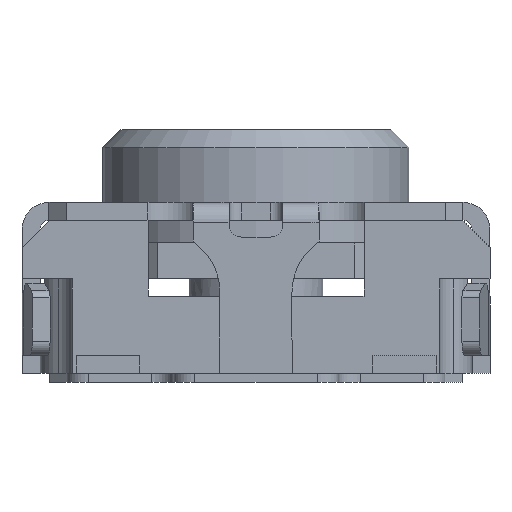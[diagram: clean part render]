
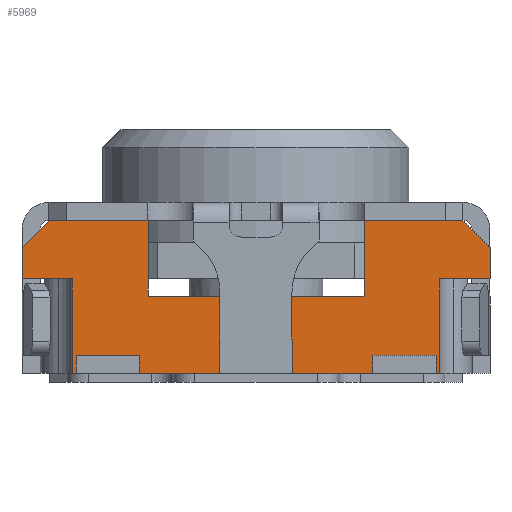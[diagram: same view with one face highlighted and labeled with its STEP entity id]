
A CAD part, left-side view. The second image highlights one B-rep face of the part: STEP entity #5969.
In plain terms, the highlighted planar face has unit normal (-1, 0, 0).
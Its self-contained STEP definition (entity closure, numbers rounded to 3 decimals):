
#483=ORIENTED_EDGE('',*,*,#2280,.T.);
#484=ORIENTED_EDGE('',*,*,#2281,.T.);
#485=ORIENTED_EDGE('',*,*,#2221,.T.);
#486=ORIENTED_EDGE('',*,*,#2282,.F.);
#487=ORIENTED_EDGE('',*,*,#2283,.T.);
#488=ORIENTED_EDGE('',*,*,#2284,.F.);
#489=ORIENTED_EDGE('',*,*,#2285,.T.);
#490=ORIENTED_EDGE('',*,*,#2286,.F.);
#491=ORIENTED_EDGE('',*,*,#2287,.F.);
#492=ORIENTED_EDGE('',*,*,#2288,.F.);
#493=ORIENTED_EDGE('',*,*,#2289,.T.);
#494=ORIENTED_EDGE('',*,*,#2290,.F.);
#495=ORIENTED_EDGE('',*,*,#2291,.T.);
#496=ORIENTED_EDGE('',*,*,#2292,.T.);
#497=ORIENTED_EDGE('',*,*,#2293,.F.);
#498=ORIENTED_EDGE('',*,*,#2294,.T.);
#499=ORIENTED_EDGE('',*,*,#2189,.T.);
#500=ORIENTED_EDGE('',*,*,#2295,.F.);
#501=ORIENTED_EDGE('',*,*,#2296,.F.);
#502=ORIENTED_EDGE('',*,*,#2297,.T.);
#503=ORIENTED_EDGE('',*,*,#2185,.T.);
#504=ORIENTED_EDGE('',*,*,#2298,.F.);
#2185=EDGE_CURVE('',#3090,#3089,#3673,.T.);
#2189=EDGE_CURVE('',#3094,#3093,#3677,.T.);
#2221=EDGE_CURVE('',#3126,#3125,#3701,.T.);
#2280=EDGE_CURVE('',#3173,#3174,#3756,.T.);
#2281=EDGE_CURVE('',#3174,#3126,#3757,.T.);
#2282=EDGE_CURVE('',#3175,#3125,#3758,.T.);
#2283=EDGE_CURVE('',#3175,#3176,#3759,.T.);
#2284=EDGE_CURVE('',#3177,#3176,#3760,.T.);
#2285=EDGE_CURVE('',#3177,#3178,#3761,.T.);
#2286=EDGE_CURVE('',#3179,#3178,#3762,.T.);
#2287=EDGE_CURVE('',#3180,#3179,#3763,.T.);
#2288=EDGE_CURVE('',#3181,#3180,#3764,.T.);
#2289=EDGE_CURVE('',#3181,#3182,#3765,.T.);
#2290=EDGE_CURVE('',#3183,#3182,#3766,.T.);
#2291=EDGE_CURVE('',#3183,#3184,#3767,.T.);
#2292=EDGE_CURVE('',#3184,#3185,#3768,.T.);
#2293=EDGE_CURVE('',#3186,#3185,#3769,.T.);
#2294=EDGE_CURVE('',#3186,#3094,#3770,.T.);
#2295=EDGE_CURVE('',#3187,#3093,#3771,.T.);
#2296=EDGE_CURVE('',#3188,#3187,#3772,.T.);
#2297=EDGE_CURVE('',#3188,#3090,#3773,.T.);
#2298=EDGE_CURVE('',#3173,#3089,#3774,.T.);
#3089=VERTEX_POINT('',#8683);
#3090=VERTEX_POINT('',#8685);
#3093=VERTEX_POINT('',#8691);
#3094=VERTEX_POINT('',#8693);
#3125=VERTEX_POINT('',#8755);
#3126=VERTEX_POINT('',#8757);
#3173=VERTEX_POINT('',#8873);
#3174=VERTEX_POINT('',#8874);
#3175=VERTEX_POINT('',#8877);
#3176=VERTEX_POINT('',#8879);
#3177=VERTEX_POINT('',#8881);
#3178=VERTEX_POINT('',#8883);
#3179=VERTEX_POINT('',#8885);
#3180=VERTEX_POINT('',#8887);
#3181=VERTEX_POINT('',#8889);
#3182=VERTEX_POINT('',#8891);
#3183=VERTEX_POINT('',#8893);
#3184=VERTEX_POINT('',#8895);
#3185=VERTEX_POINT('',#8897);
#3186=VERTEX_POINT('',#8899);
#3187=VERTEX_POINT('',#8902);
#3188=VERTEX_POINT('',#8904);
#3673=LINE('',#8684,#4381);
#3677=LINE('',#8692,#4385);
#3701=LINE('',#8756,#4409);
#3756=LINE('',#8872,#4464);
#3757=LINE('',#8875,#4465);
#3758=LINE('',#8876,#4466);
#3759=LINE('',#8878,#4467);
#3760=LINE('',#8880,#4468);
#3761=LINE('',#8882,#4469);
#3762=LINE('',#8884,#4470);
#3763=LINE('',#8886,#4471);
#3764=LINE('',#8888,#4472);
#3765=LINE('',#8890,#4473);
#3766=LINE('',#8892,#4474);
#3767=LINE('',#8894,#4475);
#3768=LINE('',#8896,#4476);
#3769=LINE('',#8898,#4477);
#3770=LINE('',#8900,#4478);
#3771=LINE('',#8901,#4479);
#3772=LINE('',#8903,#4480);
#3773=LINE('',#8905,#4481);
#3774=LINE('',#8906,#4482);
#4381=VECTOR('',#6905,1000.);
#4385=VECTOR('',#6909,1000.);
#4409=VECTOR('',#6949,1000.);
#4464=VECTOR('',#7032,1000.);
#4465=VECTOR('',#7033,1000.);
#4466=VECTOR('',#7034,1000.);
#4467=VECTOR('',#7035,1000.);
#4468=VECTOR('',#7036,1000.);
#4469=VECTOR('',#7037,1000.);
#4470=VECTOR('',#7038,1000.);
#4471=VECTOR('',#7039,1000.);
#4472=VECTOR('',#7040,1000.);
#4473=VECTOR('',#7041,1000.);
#4474=VECTOR('',#7042,1000.);
#4475=VECTOR('',#7043,1000.);
#4476=VECTOR('',#7044,1000.);
#4477=VECTOR('',#7045,1000.);
#4478=VECTOR('',#7046,1000.);
#4479=VECTOR('',#7047,1000.);
#4480=VECTOR('',#7048,1000.);
#4481=VECTOR('',#7049,1000.);
#4482=VECTOR('',#7050,1000.);
#5078=EDGE_LOOP('',(#483,#484,#485,#486,#487,#488,#489,#490,#491,#492,#493,
#494,#495,#496,#497,#498,#499,#500,#501,#502,#503,#504));
#5410=FACE_BOUND('',#5078,.T.);
#5741=PLANE('',#6365);
#5969=ADVANCED_FACE('',(#5410),#5741,.F.);
#6365=AXIS2_PLACEMENT_3D('',#8871,#7030,#7031);
#6905=DIRECTION('',(0.,-1.,0.));
#6909=DIRECTION('',(0.,-1.,0.));
#6949=DIRECTION('',(0.,-1.,0.));
#7030=DIRECTION('',(1.,0.,0.));
#7031=DIRECTION('',(0.,0.,-1.));
#7032=DIRECTION('',(0.,-1.,0.));
#7033=DIRECTION('',(0.,0.,-1.));
#7034=DIRECTION('',(0.,0.,-1.));
#7035=DIRECTION('',(0.,-1.,0.));
#7036=DIRECTION('',(0.,0.,-1.));
#7037=DIRECTION('',(0.,0.707,0.707));
#7038=DIRECTION('',(0.,-1.,0.));
#7039=DIRECTION('',(0.,0.,1.));
#7040=DIRECTION('',(0.,-1.,0.));
#7041=DIRECTION('',(0.,0.,1.));
#7042=DIRECTION('',(0.,-1.,0.));
#7043=DIRECTION('',(0.,0.707,-0.707));
#7044=DIRECTION('',(0.,0.,-1.));
#7045=DIRECTION('',(0.,1.,0.));
#7046=DIRECTION('',(0.,0.,-1.));
#7047=DIRECTION('',(0.,0.,-1.));
#7048=DIRECTION('',(0.,1.,0.));
#7049=DIRECTION('',(0.,0.,-1.));
#7050=DIRECTION('',(0.,0.,-1.));
#8683=CARTESIAN_POINT('',(-1.525,-0.65,-0.425));
#8684=CARTESIAN_POINT('',(-1.525,1.3,-0.425));
#8685=CARTESIAN_POINT('',(-1.525,0.65,-0.425));
#8691=CARTESIAN_POINT('',(-1.525,1.,-0.425));
#8692=CARTESIAN_POINT('',(-1.525,1.3,-0.425));
#8693=CARTESIAN_POINT('',(-1.525,1.02,-0.425));
#8755=CARTESIAN_POINT('',(-1.525,-1.02,-0.425));
#8756=CARTESIAN_POINT('',(-1.525,1.3,-0.425));
#8757=CARTESIAN_POINT('',(-1.525,-1.,-0.425));
#8871=CARTESIAN_POINT('',(-1.525,1.3,0.425));
#8872=CARTESIAN_POINT('',(-1.525,-0.65,-0.325));
#8873=CARTESIAN_POINT('',(-1.525,-0.65,-0.325));
#8874=CARTESIAN_POINT('',(-1.525,-1.,-0.325));
#8875=CARTESIAN_POINT('',(-1.525,-1.,-0.325));
#8876=CARTESIAN_POINT('',(-1.525,-1.02,0.1));
#8877=CARTESIAN_POINT('',(-1.525,-1.02,0.1));
#8878=CARTESIAN_POINT('',(-1.525,-1.2,0.1));
#8879=CARTESIAN_POINT('',(-1.525,-1.3,0.1));
#8880=CARTESIAN_POINT('',(-1.525,-1.3,0.425));
#8881=CARTESIAN_POINT('',(-1.525,-1.3,0.275));
#8882=CARTESIAN_POINT('',(-1.525,-1.15,0.425));
#8883=CARTESIAN_POINT('',(-1.525,-1.15,0.425));
#8884=CARTESIAN_POINT('',(-1.525,1.3,0.425));
#8885=CARTESIAN_POINT('',(-1.525,-0.6,0.425));
#8886=CARTESIAN_POINT('',(-1.525,-0.6,0.005));
#8887=CARTESIAN_POINT('',(-1.525,-0.6,0.005));
#8888=CARTESIAN_POINT('',(-1.525,0.6,0.005));
#8889=CARTESIAN_POINT('',(-1.525,0.6,0.005));
#8890=CARTESIAN_POINT('',(-1.525,0.6,0.005));
#8891=CARTESIAN_POINT('',(-1.525,0.6,0.425));
#8892=CARTESIAN_POINT('',(-1.525,1.3,0.425));
#8893=CARTESIAN_POINT('',(-1.525,1.15,0.425));
#8894=CARTESIAN_POINT('',(-1.525,1.15,0.425));
#8895=CARTESIAN_POINT('',(-1.525,1.3,0.275));
#8896=CARTESIAN_POINT('',(-1.525,1.3,0.425));
#8897=CARTESIAN_POINT('',(-1.525,1.3,0.1));
#8898=CARTESIAN_POINT('',(-1.525,1.2,0.1));
#8899=CARTESIAN_POINT('',(-1.525,1.02,0.1));
#8900=CARTESIAN_POINT('',(-1.525,1.02,0.1));
#8901=CARTESIAN_POINT('',(-1.525,1.,-0.325));
#8902=CARTESIAN_POINT('',(-1.525,1.,-0.325));
#8903=CARTESIAN_POINT('',(-1.525,0.65,-0.325));
#8904=CARTESIAN_POINT('',(-1.525,0.65,-0.325));
#8905=CARTESIAN_POINT('',(-1.525,0.65,-0.325));
#8906=CARTESIAN_POINT('',(-1.525,-0.65,-0.325));
